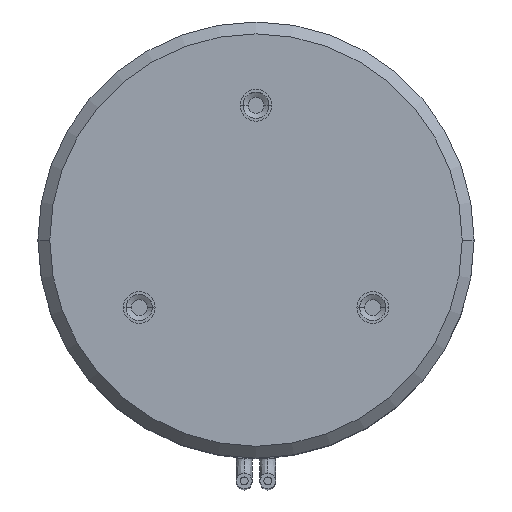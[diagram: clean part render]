
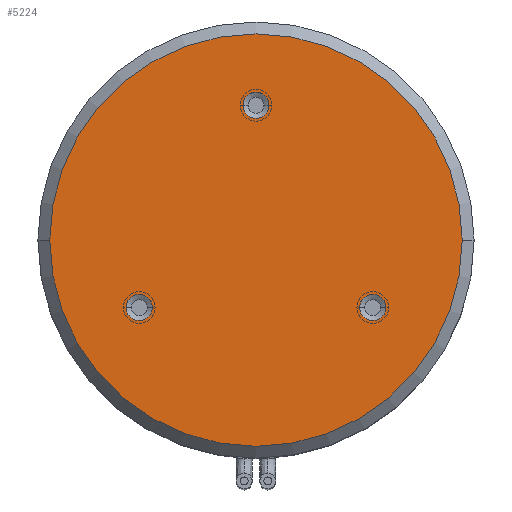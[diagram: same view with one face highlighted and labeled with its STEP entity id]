
A CAD part, top view. The second image highlights one B-rep face of the part: STEP entity #5224.
In plain terms, the highlighted planar face has unit normal (0, 0, 1).
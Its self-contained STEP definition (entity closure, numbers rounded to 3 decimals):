
#861 = ORIENTED_EDGE ( 'NONE', *, *, #3344, .T. ) ;
#862 = ORIENTED_EDGE ( 'NONE', *, *, #3950, .T. ) ;
#863 = ORIENTED_EDGE ( 'NONE', *, *, #3343, .T. ) ;
#864 = ORIENTED_EDGE ( 'NONE', *, *, #3954, .T. ) ;
#865 = ORIENTED_EDGE ( 'NONE', *, *, #3342, .T. ) ;
#866 = ORIENTED_EDGE ( 'NONE', *, *, #3483, .T. ) ;
#867 = ORIENTED_EDGE ( 'NONE', *, *, #3555, .F. ) ;
#868 = ORIENTED_EDGE ( 'NONE', *, *, #3346, .F. ) ;
#1001 = CARTESIAN_POINT ( 'NONE',  ( 0., 0., 0. ) ) ;
#1002 = DIRECTION ( 'NONE',  ( 0., 0., -1. ) ) ;
#1003 = DIRECTION ( 'NONE',  ( -1., 0., 0. ) ) ;
#1177 = CARTESIAN_POINT ( 'NONE',  ( 0., 17., 0. ) ) ;
#1178 = DIRECTION ( 'NONE',  ( 0., 0., -1. ) ) ;
#1179 = DIRECTION ( 'NONE',  ( -1., 0., 0. ) ) ;
#1189 = CARTESIAN_POINT ( 'NONE',  ( -14.722, -8.5, 0. ) ) ;
#1190 = DIRECTION ( 'NONE',  ( 0., 0., -1. ) ) ;
#1191 = DIRECTION ( 'NONE',  ( -1., 0., 0. ) ) ;
#2186 = CARTESIAN_POINT ( 'NONE',  ( 14.722, -8.5, 0. ) ) ;
#2187 = DIRECTION ( 'NONE',  ( 0., 0., -1. ) ) ;
#2188 = DIRECTION ( 'NONE',  ( -1., 0., 0. ) ) ;
#2447 = AXIS2_PLACEMENT_3D ( 'NONE', #1177, #1178, #1179 ) ;
#2448 = CIRCLE ( 'NONE', #2447, 1.65 ) ;
#2449 = CIRCLE ( 'NONE', #2456, 1.65 ) ;
#2456 = AXIS2_PLACEMENT_3D ( 'NONE', #1189, #1190, #1191 ) ;
#2663 = CARTESIAN_POINT ( 'NONE',  ( -16.372, -8.5, 0. ) ) ;
#2699 = CARTESIAN_POINT ( 'NONE',  ( 1.65, 17., 0. ) ) ;
#3342 = EDGE_CURVE ( 'NONE', #5192, #5148, #4174, .T. ) ;
#3343 = EDGE_CURVE ( 'NONE', #6106, #5179, #4265, .T. ) ;
#3344 = EDGE_CURVE ( 'NONE', #5169, #6144, #4209, .T. ) ;
#3346 = EDGE_CURVE ( 'NONE', #4183, #4180, #4570, .T. ) ;
#3483 = EDGE_CURVE ( 'NONE', #5148, #5192, #4637, .T. ) ;
#3555 = EDGE_CURVE ( 'NONE', #4180, #4183, #3733, .T. ) ;
#3656 = AXIS2_PLACEMENT_3D ( 'NONE', #4524, #4519, #4530 ) ;
#3733 = CIRCLE ( 'NONE', #3753, 26. ) ;
#3753 = AXIS2_PLACEMENT_3D ( 'NONE', #1001, #1002, #1003 ) ;
#3950 = EDGE_CURVE ( 'NONE', #6144, #5169, #2448, .T. ) ;
#3954 = EDGE_CURVE ( 'NONE', #5179, #6106, #2449, .T. ) ;
#4174 = CIRCLE ( 'NONE', #4224, 1.65 ) ;
#4180 = VERTEX_POINT ( 'NONE', #4350 ) ;
#4183 = VERTEX_POINT ( 'NONE', #4363 ) ;
#4209 = CIRCLE ( 'NONE', #4229, 1.65 ) ;
#4211 = AXIS2_PLACEMENT_3D ( 'NONE', #4913, #4914, #4915 ) ;
#4224 = AXIS2_PLACEMENT_3D ( 'NONE', #4910, #4911, #4912 ) ;
#4229 = AXIS2_PLACEMENT_3D ( 'NONE', #4916, #4917, #4918 ) ;
#4265 = CIRCLE ( 'NONE', #4211, 1.65 ) ;
#4350 = CARTESIAN_POINT ( 'NONE',  ( -26., 0., 0. ) ) ;
#4363 = CARTESIAN_POINT ( 'NONE',  ( 26., 0., 0. ) ) ;
#4388 = CARTESIAN_POINT ( 'NONE',  ( 16.372, -8.5, 0. ) ) ;
#4409 = CARTESIAN_POINT ( 'NONE',  ( -1.65, 17., 0. ) ) ;
#4419 = CARTESIAN_POINT ( 'NONE',  ( -13.072, -8.5, 0. ) ) ;
#4432 = CARTESIAN_POINT ( 'NONE',  ( 13.072, -8.5, 0. ) ) ;
#4519 = DIRECTION ( 'NONE',  ( 0., 0., 1. ) ) ;
#4523 = FACE_BOUND ( 'NONE', #6001, .T. ) ;
#4524 = CARTESIAN_POINT ( 'NONE',  ( 0., 0., 0. ) ) ;
#4525 = FACE_BOUND ( 'NONE', #5996, .T. ) ;
#4527 = FACE_BOUND ( 'NONE', #5991, .T. ) ;
#4528 = FACE_OUTER_BOUND ( 'NONE', #6000, .T. ) ;
#4529 = PLANE ( 'NONE',  #3656 ) ;
#4530 = DIRECTION ( 'NONE',  ( 1., 0., 0. ) ) ;
#4569 = AXIS2_PLACEMENT_3D ( 'NONE', #4923, #4924, #4925 ) ;
#4570 = CIRCLE ( 'NONE', #4569, 26. ) ;
#4637 = CIRCLE ( 'NONE', #4641, 1.65 ) ;
#4641 = AXIS2_PLACEMENT_3D ( 'NONE', #2186, #2187, #2188 ) ;
#4910 = CARTESIAN_POINT ( 'NONE',  ( 14.722, -8.5, 0. ) ) ;
#4911 = DIRECTION ( 'NONE',  ( 0., 0., -1. ) ) ;
#4912 = DIRECTION ( 'NONE',  ( -1., 0., 0. ) ) ;
#4913 = CARTESIAN_POINT ( 'NONE',  ( -14.722, -8.5, 0. ) ) ;
#4914 = DIRECTION ( 'NONE',  ( 0., 0., -1. ) ) ;
#4915 = DIRECTION ( 'NONE',  ( -1., 0., 0. ) ) ;
#4916 = CARTESIAN_POINT ( 'NONE',  ( 0., 17., 0. ) ) ;
#4917 = DIRECTION ( 'NONE',  ( 0., 0., -1. ) ) ;
#4918 = DIRECTION ( 'NONE',  ( -1., 0., 0. ) ) ;
#4923 = CARTESIAN_POINT ( 'NONE',  ( 0., 0., 0. ) ) ;
#4924 = DIRECTION ( 'NONE',  ( 0., 0., -1. ) ) ;
#4925 = DIRECTION ( 'NONE',  ( -1., 0., 0. ) ) ;
#5148 = VERTEX_POINT ( 'NONE', #4388 ) ;
#5169 = VERTEX_POINT ( 'NONE', #4409 ) ;
#5179 = VERTEX_POINT ( 'NONE', #4419 ) ;
#5192 = VERTEX_POINT ( 'NONE', #4432 ) ;
#5224 = ADVANCED_FACE ( 'NONE', ( #4523, #4525, #4527, #4528 ), #4529, .T. ) ;
#5991 = EDGE_LOOP ( 'NONE', ( #865, #866 ) ) ;
#5996 = EDGE_LOOP ( 'NONE', ( #863, #864 ) ) ;
#6000 = EDGE_LOOP ( 'NONE', ( #867, #868 ) ) ;
#6001 = EDGE_LOOP ( 'NONE', ( #861, #862 ) ) ;
#6106 = VERTEX_POINT ( 'NONE', #2663 ) ;
#6144 = VERTEX_POINT ( 'NONE', #2699 ) ;
